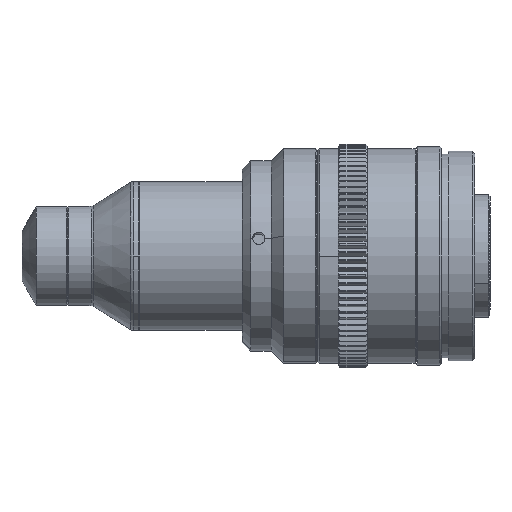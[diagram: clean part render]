
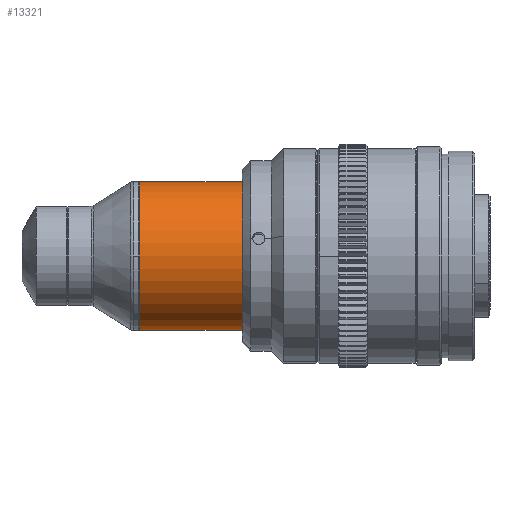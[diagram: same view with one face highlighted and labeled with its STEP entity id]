
A CAD part, front view. The second image highlights one B-rep face of the part: STEP entity #13321.
In plain terms, the highlighted cylindrical face has radius 9 mm (diameter 18 mm), a partial arc.
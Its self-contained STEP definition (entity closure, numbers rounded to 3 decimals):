
#167 = DIRECTION ( 'NONE',  ( -1., 0., 0. ) ) ;
#313 = ORIENTED_EDGE ( 'NONE', *, *, #2491, .F. ) ;
#928 = CARTESIAN_POINT ( 'NONE',  ( 13.708, 0., 0. ) ) ;
#1053 = AXIS2_PLACEMENT_3D ( 'NONE', #6751, #2492, #3911 ) ;
#1184 = CARTESIAN_POINT ( 'NONE',  ( 26.158, 0., -9. ) ) ;
#2439 = DIRECTION ( 'NONE',  ( 0., 0., -1. ) ) ;
#2491 = EDGE_CURVE ( 'NONE', #11353, #17892, #17718, .T. ) ;
#2492 = DIRECTION ( 'NONE',  ( -1., 0., 0. ) ) ;
#2530 = VERTEX_POINT ( 'NONE', #1184 ) ;
#2593 = CIRCLE ( 'NONE', #1053, 9. ) ;
#3781 = DIRECTION ( 'NONE',  ( -1., 0., 0. ) ) ;
#3845 = EDGE_CURVE ( 'NONE', #5580, #17892, #17709, .T. ) ;
#3911 = DIRECTION ( 'NONE',  ( 0., 0., -1. ) ) ;
#4534 = DIRECTION ( 'NONE',  ( -1., 0., 0. ) ) ;
#4649 = CARTESIAN_POINT ( 'NONE',  ( 13.708, 0., 9. ) ) ;
#4820 = AXIS2_PLACEMENT_3D ( 'NONE', #928, #5636, #2439 ) ;
#5580 = VERTEX_POINT ( 'NONE', #7234 ) ;
#5636 = DIRECTION ( 'NONE',  ( -1., 0., 0. ) ) ;
#5689 = EDGE_CURVE ( 'NONE', #2530, #11353, #17899, .T. ) ;
#6751 = CARTESIAN_POINT ( 'NONE',  ( 26.158, 0., 0. ) ) ;
#6785 = FACE_OUTER_BOUND ( 'NONE', #11761, .T. ) ;
#7234 = CARTESIAN_POINT ( 'NONE',  ( 26.158, 0., 9. ) ) ;
#8438 = CYLINDRICAL_SURFACE ( 'NONE', #11109, 9. ) ;
#9172 = CARTESIAN_POINT ( 'NONE',  ( 26.158, 0., 9. ) ) ;
#9290 = CARTESIAN_POINT ( 'NONE',  ( 26.158, 0., -9. ) ) ;
#11109 = AXIS2_PLACEMENT_3D ( 'NONE', #12582, #3781, #15719 ) ;
#11353 = VERTEX_POINT ( 'NONE', #18649 ) ;
#11761 = EDGE_LOOP ( 'NONE', ( #12257, #14340, #313, #14377 ) ) ;
#12257 = ORIENTED_EDGE ( 'NONE', *, *, #12424, .T. ) ;
#12424 = EDGE_CURVE ( 'NONE', #2530, #5580, #2593, .T. ) ;
#12582 = CARTESIAN_POINT ( 'NONE',  ( 26.158, 0., 0. ) ) ;
#13321 = ADVANCED_FACE ( 'NONE', ( #6785 ), #8438, .T. ) ;
#14340 = ORIENTED_EDGE ( 'NONE', *, *, #3845, .T. ) ;
#14377 = ORIENTED_EDGE ( 'NONE', *, *, #5689, .F. ) ;
#15719 = DIRECTION ( 'NONE',  ( 0., 0., -1. ) ) ;
#17175 = VECTOR ( 'NONE', #4534, 1000. ) ;
#17709 = LINE ( 'NONE', #9172, #19146 ) ;
#17718 = CIRCLE ( 'NONE', #4820, 9. ) ;
#17892 = VERTEX_POINT ( 'NONE', #4649 ) ;
#17899 = LINE ( 'NONE', #9290, #17175 ) ;
#18649 = CARTESIAN_POINT ( 'NONE',  ( 13.708, 0., -9. ) ) ;
#19146 = VECTOR ( 'NONE', #167, 1000. ) ;
